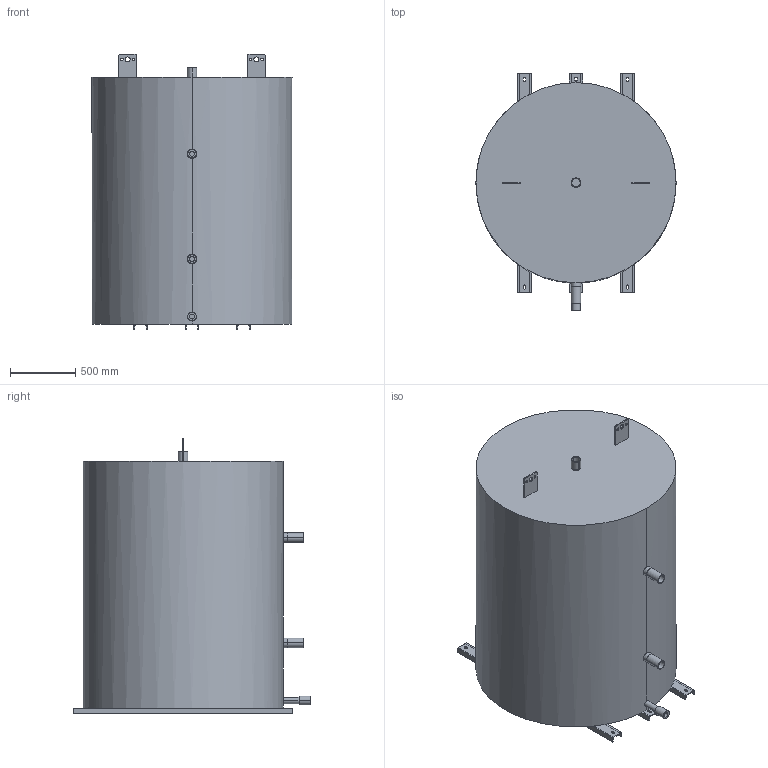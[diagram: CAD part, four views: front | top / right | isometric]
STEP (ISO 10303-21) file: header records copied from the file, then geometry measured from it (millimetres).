
FILE_DESCRIPTION (( 'STEP AP203' ), '1' );
FILE_NAME ('Lync_Outdoor_Storage_Tank-500GAL-STEP.STEP', '2022-02-10T22:02:38', ( '' ), ( '' ), 'SwSTEP 2.0', 'SolidWorks 2020', '' );
FILE_SCHEMA (( 'CONFIG_CONTROL_DESIGN' ));
Length unit declared in the file: inch
Products named in the file (2): Lync_Outdoor_Storage_Tank-500GAL; Lync_Outdoor_Storage_Tank-500GAL-STEP
Assembly tree (1 placements, depth 2):
  Lync_Outdoor_Storage_Tank-500GAL-STEP
    Lync_Outdoor_Storage_Tank-500GAL
Bounding box: 1528.76 x 1812.24 x 2101.7 mm (x, y, z)
Volume: 3467400805.7 mm3; surface area: 13931774.8 mm2
Topology: 1 solids, 1 shells, 135 faces, 357 edges, 234 vertices
Faces by surface type: plane 69, cylinder 60, bspline 6
Entity records: 5001 total; most frequent: CARTESIAN_POINT 1382, ORIENTED_EDGE 714, DIRECTION 713, EDGE_CURVE 357, AXIS2_PLACEMENT_3D 251, VERTEX_POINT 234, VECTOR 211, LINE 211
